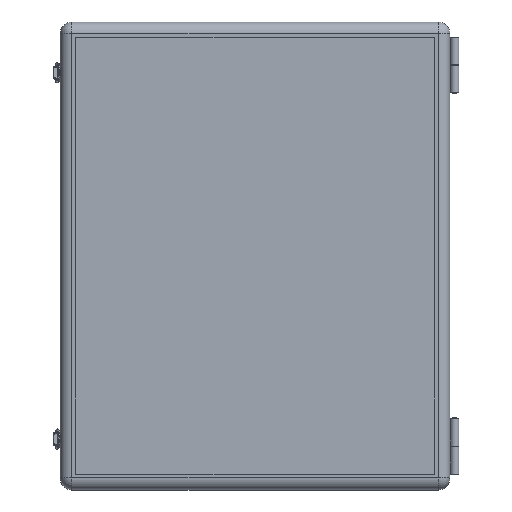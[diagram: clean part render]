
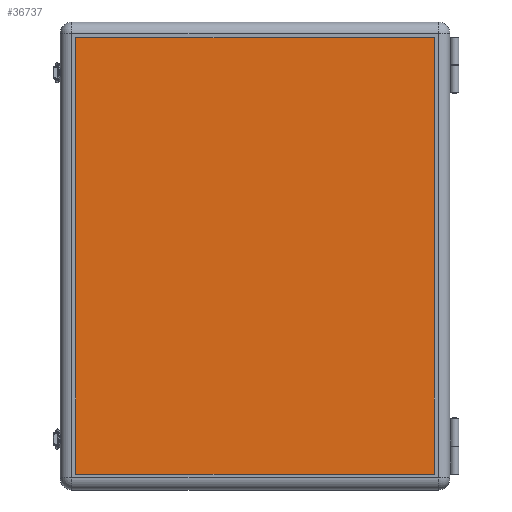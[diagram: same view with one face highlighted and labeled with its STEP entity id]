
A CAD part, top view. The second image highlights one B-rep face of the part: STEP entity #36737.
In plain terms, the highlighted face is planar.
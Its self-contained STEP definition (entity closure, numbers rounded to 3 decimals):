
#9038 = ORIENTED_EDGE ( 'NONE', *, *, #46053, .F. ) ;
#9039 = ORIENTED_EDGE ( 'NONE', *, *, #46060, .F. ) ;
#9040 = ORIENTED_EDGE ( 'NONE', *, *, #46062, .F. ) ;
#9041 = ORIENTED_EDGE ( 'NONE', *, *, #46056, .F. ) ;
#21659 = VECTOR ( 'NONE', #24562, 1000. ) ;
#21674 = VECTOR ( 'NONE', #24572, 1000. ) ;
#21679 = VECTOR ( 'NONE', #24584, 1000. ) ;
#21684 = VECTOR ( 'NONE', #24589, 1000. ) ;
#24552 = LINE ( 'NONE', #24561, #21659 ) ;
#24561 = CARTESIAN_POINT ( 'NONE',  ( 230., -283.5, 0. ) ) ;
#24562 = DIRECTION ( 'NONE',  ( 0., 1., 0. ) ) ;
#24569 = LINE ( 'NONE', #24571, #21674 ) ;
#24570 = LINE ( 'NONE', #24582, #21679 ) ;
#24571 = CARTESIAN_POINT ( 'NONE',  ( -233.5, 280., 0. ) ) ;
#24572 = DIRECTION ( 'NONE',  ( -1., 0., 0. ) ) ;
#24582 = CARTESIAN_POINT ( 'NONE',  ( -233.5, -280., 0. ) ) ;
#24584 = DIRECTION ( 'NONE',  ( 1., 0., 0. ) ) ;
#24587 = LINE ( 'NONE', #24588, #21684 ) ;
#24588 = CARTESIAN_POINT ( 'NONE',  ( -230., -283.5, 0. ) ) ;
#24589 = DIRECTION ( 'NONE',  ( 0., -1., 0. ) ) ;
#30172 = VERTEX_POINT ( 'NONE', #61341 ) ;
#32320 = EDGE_LOOP ( 'NONE', ( #9038, #9039, #9040, #9041 ) ) ;
#35368 = VERTEX_POINT ( 'NONE', #70942 ) ;
#35372 = VERTEX_POINT ( 'NONE', #70946 ) ;
#35373 = VERTEX_POINT ( 'NONE', #70947 ) ;
#36737 = ADVANCED_FACE ( 'NONE', ( #71926 ), #71927, .F. ) ;
#46053 = EDGE_CURVE ( 'NONE', #35368, #35373, #24552, .T. ) ;
#46056 = EDGE_CURVE ( 'NONE', #35373, #35372, #24569, .T. ) ;
#46060 = EDGE_CURVE ( 'NONE', #30172, #35368, #24570, .T. ) ;
#46062 = EDGE_CURVE ( 'NONE', #35372, #30172, #24587, .T. ) ;
#61341 = CARTESIAN_POINT ( 'NONE',  ( -230., -280., 0. ) ) ;
#68297 = AXIS2_PLACEMENT_3D ( 'NONE', #71919, #71930, #71931 ) ;
#70942 = CARTESIAN_POINT ( 'NONE',  ( 230., -280., 0. ) ) ;
#70946 = CARTESIAN_POINT ( 'NONE',  ( -230., 280., 0. ) ) ;
#70947 = CARTESIAN_POINT ( 'NONE',  ( 230., 280., 0. ) ) ;
#71919 = CARTESIAN_POINT ( 'NONE',  ( -233.5, -283.5, 0. ) ) ;
#71926 = FACE_OUTER_BOUND ( 'NONE', #32320, .T. ) ;
#71927 = PLANE ( 'NONE',  #68297 ) ;
#71930 = DIRECTION ( 'NONE',  ( 0., 0., 1. ) ) ;
#71931 = DIRECTION ( 'NONE',  ( 1., 0., 0. ) ) ;
